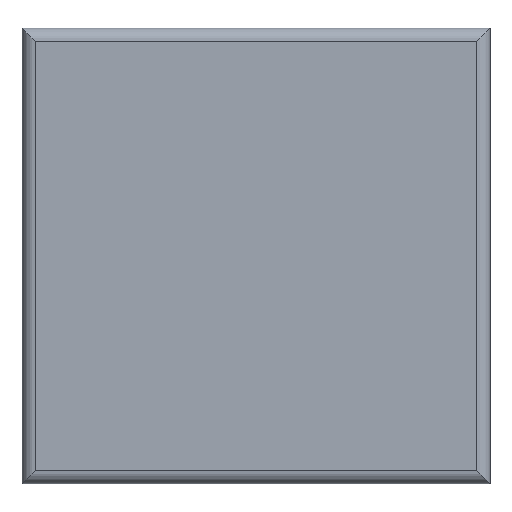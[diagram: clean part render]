
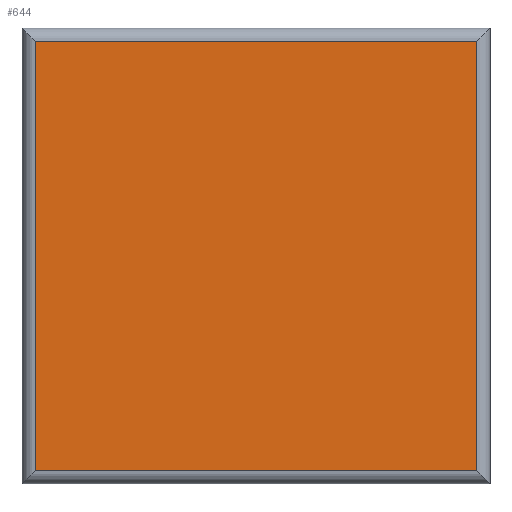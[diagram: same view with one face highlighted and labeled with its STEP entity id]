
A CAD part, left-side view. The second image highlights one B-rep face of the part: STEP entity #644.
In plain terms, the highlighted planar face has unit normal (-1, 0, 0).
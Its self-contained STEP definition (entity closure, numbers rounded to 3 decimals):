
#33=PLANE('',#710);
#69=FACE_OUTER_BOUND('',#105,.T.);
#105=EDGE_LOOP('',(#510,#511,#512,#513));
#155=LINE('',#998,#227);
#157=LINE('',#1006,#229);
#160=LINE('',#1014,#232);
#162=LINE('',#1018,#234);
#227=VECTOR('',#816,10.);
#229=VECTOR('',#824,10.);
#232=VECTOR('',#831,10.);
#234=VECTOR('',#837,10.);
#305=VERTEX_POINT('',#996);
#306=VERTEX_POINT('',#997);
#309=VERTEX_POINT('',#1005);
#312=VERTEX_POINT('',#1013);
#375=EDGE_CURVE('',#305,#306,#155,.T.);
#379=EDGE_CURVE('',#306,#309,#157,.T.);
#383=EDGE_CURVE('',#309,#312,#160,.T.);
#386=EDGE_CURVE('',#312,#305,#162,.T.);
#510=ORIENTED_EDGE('',*,*,#375,.F.);
#511=ORIENTED_EDGE('',*,*,#386,.F.);
#512=ORIENTED_EDGE('',*,*,#383,.F.);
#513=ORIENTED_EDGE('',*,*,#379,.F.);
#644=ADVANCED_FACE('',(#69),#33,.T.);
#710=AXIS2_PLACEMENT_3D('',#1037,#851,#852);
#816=DIRECTION('',(0.,0.,1.));
#824=DIRECTION('',(0.,-1.,0.));
#831=DIRECTION('',(0.,0.,-1.));
#837=DIRECTION('',(0.,1.,0.));
#851=DIRECTION('center_axis',(-1.,0.,0.));
#852=DIRECTION('ref_axis',(0.,0.,1.));
#996=CARTESIAN_POINT('',(-1.,0.581,0.035));
#997=CARTESIAN_POINT('',(-1.,0.581,1.165));
#998=CARTESIAN_POINT('',(-1.,0.581,0.3));
#1005=CARTESIAN_POINT('',(-1.,-0.581,1.165));
#1006=CARTESIAN_POINT('',(-1.,0.313,1.165));
#1013=CARTESIAN_POINT('',(-1.,-0.581,0.035));
#1014=CARTESIAN_POINT('',(-1.,-0.581,0.3));
#1018=CARTESIAN_POINT('',(-1.,-0.313,0.035));
#1037=CARTESIAN_POINT('Origin',(-1.,0.,0.6));
